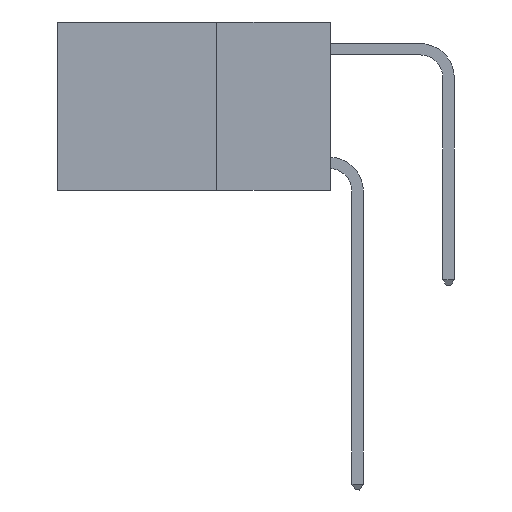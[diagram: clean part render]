
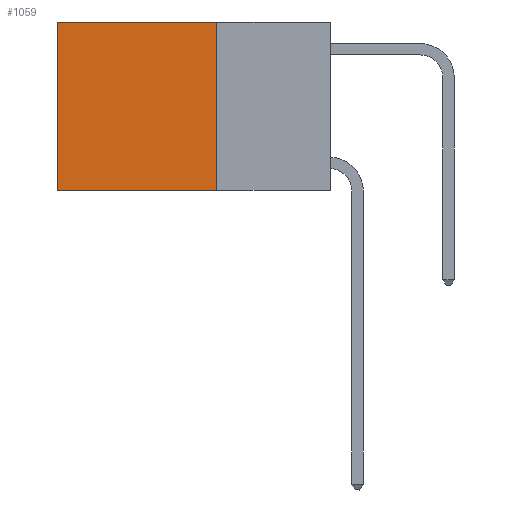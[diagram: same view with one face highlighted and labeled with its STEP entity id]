
A CAD part, left-side view. The second image highlights one B-rep face of the part: STEP entity #1059.
In plain terms, the highlighted planar face has unit normal (-1, 0, 0).
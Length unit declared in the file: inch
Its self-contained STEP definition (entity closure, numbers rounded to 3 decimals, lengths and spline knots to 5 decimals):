
#310 = ORIENTED_EDGE ( 'NONE', *, *, #3338, .F. ) ;
#383 = VERTEX_POINT ( 'NONE', #7280 ) ;
#484 = VECTOR ( 'NONE', #5022, 39.37008 ) ;
#867 = EDGE_CURVE ( 'NONE', #1184, #9153, #3306, .T. ) ;
#939 = ORIENTED_EDGE ( 'NONE', *, *, #867, .T. ) ;
#977 = CARTESIAN_POINT ( 'NONE',  ( 0.2625, 0.25, 0. ) ) ;
#1059 = ADVANCED_FACE ( 'NONE', ( #1783 ), #4078, .F. ) ;
#1184 = VERTEX_POINT ( 'NONE', #5359 ) ;
#1304 = EDGE_CURVE ( 'NONE', #9153, #383, #2768, .T. ) ;
#1577 = LINE ( 'NONE', #10444, #5544 ) ;
#1783 = FACE_OUTER_BOUND ( 'NONE', #2585, .T. ) ;
#1977 = DIRECTION ( 'NONE',  ( 0., 0., -1. ) ) ;
#2537 = DIRECTION ( 'NONE',  ( 0., 0., -1. ) ) ;
#2585 = EDGE_LOOP ( 'NONE', ( #10092, #310, #4197, #939 ) ) ;
#2768 = LINE ( 'NONE', #4806, #10071 ) ;
#2781 = CARTESIAN_POINT ( 'NONE',  ( 0.2625, 0.25, 0. ) ) ;
#3306 = LINE ( 'NONE', #11374, #484 ) ;
#3338 = EDGE_CURVE ( 'NONE', #8995, #383, #1577, .T. ) ;
#3544 = VECTOR ( 'NONE', #3862, 39.37008 ) ;
#3862 = DIRECTION ( 'NONE',  ( 0., 0., -1. ) ) ;
#4078 = PLANE ( 'NONE',  #5927 ) ;
#4197 = ORIENTED_EDGE ( 'NONE', *, *, #4630, .F. ) ;
#4630 = EDGE_CURVE ( 'NONE', #1184, #8995, #6339, .T. ) ;
#4806 = CARTESIAN_POINT ( 'NONE',  ( 0.2625, 0.6, 0. ) ) ;
#5022 = DIRECTION ( 'NONE',  ( 0., 1., 0. ) ) ;
#5359 = CARTESIAN_POINT ( 'NONE',  ( 0.2625, 0.25, 0. ) ) ;
#5544 = VECTOR ( 'NONE', #7304, 39.37008 ) ;
#5927 = AXIS2_PLACEMENT_3D ( 'NONE', #977, #13588, #1977 ) ;
#6325 = CARTESIAN_POINT ( 'NONE',  ( 0.2625, 0.6, 0. ) ) ;
#6339 = LINE ( 'NONE', #2781, #3544 ) ;
#7280 = CARTESIAN_POINT ( 'NONE',  ( 0.2625, 0.6, -0.37 ) ) ;
#7304 = DIRECTION ( 'NONE',  ( 0., 1., 0. ) ) ;
#8995 = VERTEX_POINT ( 'NONE', #9187 ) ;
#9153 = VERTEX_POINT ( 'NONE', #6325 ) ;
#9187 = CARTESIAN_POINT ( 'NONE',  ( 0.2625, 0.25, -0.37 ) ) ;
#10071 = VECTOR ( 'NONE', #2537, 39.37008 ) ;
#10092 = ORIENTED_EDGE ( 'NONE', *, *, #1304, .T. ) ;
#10444 = CARTESIAN_POINT ( 'NONE',  ( 0.2625, 0.25, -0.37 ) ) ;
#11374 = CARTESIAN_POINT ( 'NONE',  ( 0.2625, 0.25, 0. ) ) ;
#13588 = DIRECTION ( 'NONE',  ( 1., 0., 0. ) ) ;
